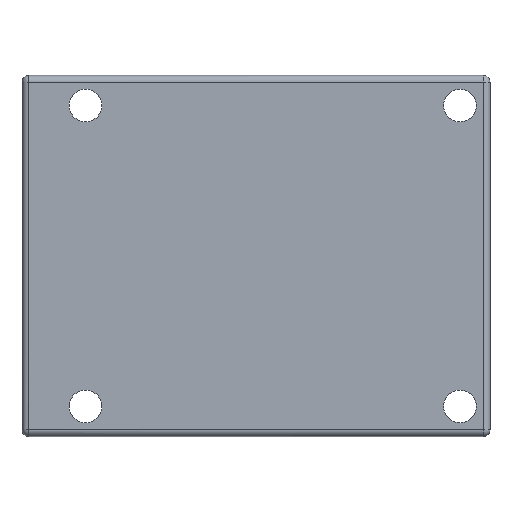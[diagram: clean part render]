
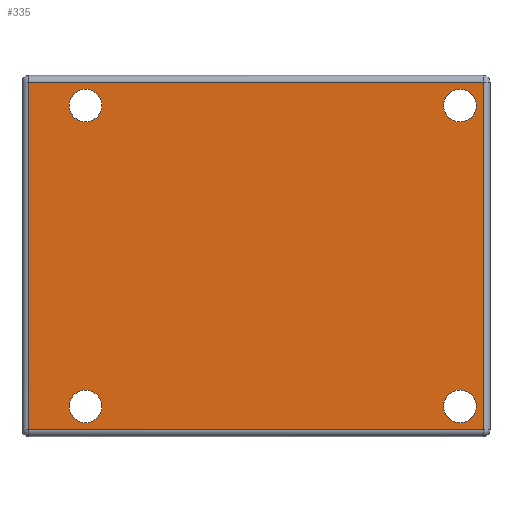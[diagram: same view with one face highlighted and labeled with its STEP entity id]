
A CAD part, top view. The second image highlights one B-rep face of the part: STEP entity #335.
In plain terms, the highlighted planar face has unit normal (0, 0, 1).
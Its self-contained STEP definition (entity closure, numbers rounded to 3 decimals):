
#61=CARTESIAN_POINT('Vertex',(32.95,22.5,2.)) ;
#66=CARTESIAN_POINT('Axis2P3D Location',(30.5,22.5,2.)) ;
#70=CARTESIAN_POINT('Vertex',(28.05,22.5,2.)) ;
#92=CARTESIAN_POINT('Axis2P3D Location',(30.5,22.5,2.)) ;
#118=CARTESIAN_POINT('Vertex',(-23.05,22.5,2.)) ;
#123=CARTESIAN_POINT('Axis2P3D Location',(-25.5,22.5,2.)) ;
#127=CARTESIAN_POINT('Vertex',(-27.95,22.5,2.)) ;
#149=CARTESIAN_POINT('Axis2P3D Location',(-25.5,22.5,2.)) ;
#175=CARTESIAN_POINT('Vertex',(32.95,-22.5,2.)) ;
#180=CARTESIAN_POINT('Axis2P3D Location',(30.5,-22.5,2.)) ;
#184=CARTESIAN_POINT('Vertex',(28.05,-22.5,2.)) ;
#206=CARTESIAN_POINT('Axis2P3D Location',(30.5,-22.5,2.)) ;
#232=CARTESIAN_POINT('Vertex',(-23.05,-22.5,2.)) ;
#237=CARTESIAN_POINT('Axis2P3D Location',(-25.5,-22.5,2.)) ;
#241=CARTESIAN_POINT('Vertex',(-27.95,-22.5,2.)) ;
#263=CARTESIAN_POINT('Axis2P3D Location',(-25.5,-22.5,2.)) ;
#280=CARTESIAN_POINT('Axis2P3D Location',(0.,0.,2.)) ;
#285=CARTESIAN_POINT('Line Origine',(-34.,0.,2.)) ;
#289=CARTESIAN_POINT('Vertex',(-34.,26.,2.)) ;
#291=CARTESIAN_POINT('Vertex',(-34.,-26.,2.)) ;
#294=CARTESIAN_POINT('Line Origine',(0.,-26.,2.)) ;
#298=CARTESIAN_POINT('Vertex',(34.,-26.,2.)) ;
#301=CARTESIAN_POINT('Line Origine',(34.,0.,2.)) ;
#305=CARTESIAN_POINT('Vertex',(34.,26.,2.)) ;
#308=CARTESIAN_POINT('Line Origine',(0.,26.,2.)) ;
#67=DIRECTION('Axis2P3D Direction',(0.,0.,1.)) ;
#93=DIRECTION('Axis2P3D Direction',(0.,0.,1.)) ;
#124=DIRECTION('Axis2P3D Direction',(0.,0.,1.)) ;
#150=DIRECTION('Axis2P3D Direction',(0.,0.,1.)) ;
#181=DIRECTION('Axis2P3D Direction',(0.,0.,1.)) ;
#207=DIRECTION('Axis2P3D Direction',(0.,0.,1.)) ;
#238=DIRECTION('Axis2P3D Direction',(0.,0.,1.)) ;
#264=DIRECTION('Axis2P3D Direction',(0.,0.,1.)) ;
#281=DIRECTION('Axis2P3D Direction',(0.,0.,1.)) ;
#282=DIRECTION('Axis2P3D XDirection',(1.,0.,0.)) ;
#286=DIRECTION('Vector Direction',(0.,1.,0.)) ;
#295=DIRECTION('Vector Direction',(-1.,0.,0.)) ;
#302=DIRECTION('Vector Direction',(0.,-1.,0.)) ;
#309=DIRECTION('Vector Direction',(1.,0.,0.)) ;
#68=AXIS2_PLACEMENT_3D('Circle Axis2P3D',#66,#67,$) ;
#94=AXIS2_PLACEMENT_3D('Circle Axis2P3D',#92,#93,$) ;
#125=AXIS2_PLACEMENT_3D('Circle Axis2P3D',#123,#124,$) ;
#151=AXIS2_PLACEMENT_3D('Circle Axis2P3D',#149,#150,$) ;
#182=AXIS2_PLACEMENT_3D('Circle Axis2P3D',#180,#181,$) ;
#208=AXIS2_PLACEMENT_3D('Circle Axis2P3D',#206,#207,$) ;
#239=AXIS2_PLACEMENT_3D('Circle Axis2P3D',#237,#238,$) ;
#265=AXIS2_PLACEMENT_3D('Circle Axis2P3D',#263,#264,$) ;
#283=AXIS2_PLACEMENT_3D('Plane Axis2P3D',#280,#281,#282) ;
#314=ORIENTED_EDGE('',*,*,#293,.T.) ;
#315=ORIENTED_EDGE('',*,*,#300,.T.) ;
#316=ORIENTED_EDGE('',*,*,#307,.T.) ;
#317=ORIENTED_EDGE('',*,*,#312,.T.) ;
#320=ORIENTED_EDGE('',*,*,#243,.F.) ;
#321=ORIENTED_EDGE('',*,*,#267,.F.) ;
#324=ORIENTED_EDGE('',*,*,#129,.F.) ;
#325=ORIENTED_EDGE('',*,*,#153,.F.) ;
#328=ORIENTED_EDGE('',*,*,#72,.F.) ;
#329=ORIENTED_EDGE('',*,*,#96,.F.) ;
#332=ORIENTED_EDGE('',*,*,#186,.F.) ;
#333=ORIENTED_EDGE('',*,*,#210,.F.) ;
#322=FACE_BOUND('',#319,.T.) ;
#326=FACE_BOUND('',#323,.T.) ;
#330=FACE_BOUND('',#327,.T.) ;
#334=FACE_BOUND('',#331,.T.) ;
#287=VECTOR('Line Direction',#286,1.) ;
#296=VECTOR('Line Direction',#295,1.) ;
#303=VECTOR('Line Direction',#302,1.) ;
#310=VECTOR('Line Direction',#309,1.) ;
#335=ADVANCED_FACE('\X2\96F64EF651E04F554F53\X0\',(#318,#322,#326,#330,#334),#284,.T.) ;
#69=CIRCLE('generated circle',#68,2.45) ;
#95=CIRCLE('generated circle',#94,2.45) ;
#126=CIRCLE('generated circle',#125,2.45) ;
#152=CIRCLE('generated circle',#151,2.45) ;
#183=CIRCLE('generated circle',#182,2.45) ;
#209=CIRCLE('generated circle',#208,2.45) ;
#240=CIRCLE('generated circle',#239,2.45) ;
#266=CIRCLE('generated circle',#265,2.45) ;
#72=EDGE_CURVE('',#62,#71,#69,.T.) ;
#96=EDGE_CURVE('',#71,#62,#95,.T.) ;
#129=EDGE_CURVE('',#119,#128,#126,.T.) ;
#153=EDGE_CURVE('',#128,#119,#152,.T.) ;
#186=EDGE_CURVE('',#176,#185,#183,.T.) ;
#210=EDGE_CURVE('',#185,#176,#209,.T.) ;
#243=EDGE_CURVE('',#233,#242,#240,.T.) ;
#267=EDGE_CURVE('',#242,#233,#266,.T.) ;
#293=EDGE_CURVE('',#290,#292,#288,.F.) ;
#300=EDGE_CURVE('',#292,#299,#297,.F.) ;
#307=EDGE_CURVE('',#299,#306,#304,.F.) ;
#312=EDGE_CURVE('',#306,#290,#311,.F.) ;
#313=EDGE_LOOP('',(#314,#315,#316,#317)) ;
#319=EDGE_LOOP('',(#320,#321)) ;
#323=EDGE_LOOP('',(#324,#325)) ;
#327=EDGE_LOOP('',(#328,#329)) ;
#331=EDGE_LOOP('',(#332,#333)) ;
#318=FACE_OUTER_BOUND('',#313,.T.) ;
#288=LINE('Line',#285,#287) ;
#297=LINE('Line',#294,#296) ;
#304=LINE('Line',#301,#303) ;
#311=LINE('Line',#308,#310) ;
#284=PLANE('',#283) ;
#62=VERTEX_POINT('',#61) ;
#71=VERTEX_POINT('',#70) ;
#119=VERTEX_POINT('',#118) ;
#128=VERTEX_POINT('',#127) ;
#176=VERTEX_POINT('',#175) ;
#185=VERTEX_POINT('',#184) ;
#233=VERTEX_POINT('',#232) ;
#242=VERTEX_POINT('',#241) ;
#290=VERTEX_POINT('',#289) ;
#292=VERTEX_POINT('',#291) ;
#299=VERTEX_POINT('',#298) ;
#306=VERTEX_POINT('',#305) ;
